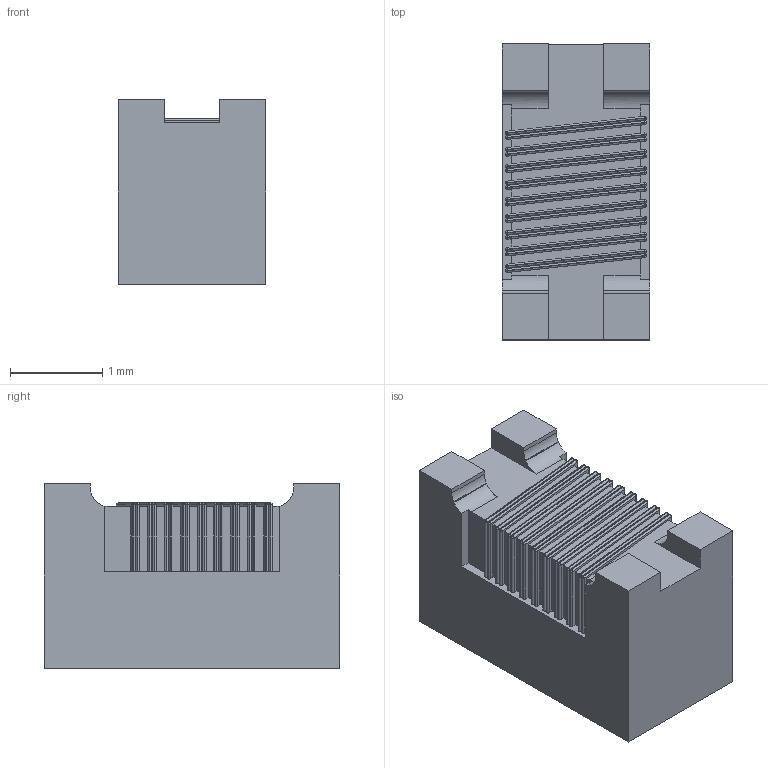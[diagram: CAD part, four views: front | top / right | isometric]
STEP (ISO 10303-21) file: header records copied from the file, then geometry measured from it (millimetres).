
FILE_DESCRIPTION((''),'2;1');
FILE_NAME('SRF3216','2012-08-01T',('ryans'),('Bourns, Inc.'),'PRO/ENGINEER BY PARAMETRIC TECHNOLOGY CORPORATION, 2010100','PRO/ENGINEER BY PARAMETRIC TECHNOLOGY CORPORATION, 2010100','');
FILE_SCHEMA(('CONFIG_CONTROL_DESIGN'));
Length unit declared in the file: millimetre
Products named in the file (1): SRF3216
Bounding box: 1.6 x 3.2 x 2 mm (x, y, z)
Volume: 9.1 mm3; surface area: 33.7 mm2
Topology: 1 solids, 1 shells, 402 faces, 984 edges, 584 vertices
Faces by surface type: plane 178, cylinder 152, sphere 72
Entity records: 11626 total; most frequent: DIRECTION 2096, CARTESIAN_POINT 1970, ORIENTED_EDGE 1968, EDGE_CURVE 984, AXIS2_PLACEMENT_3D 710, VECTOR 676, LINE 676, VERTEX_POINT 584
